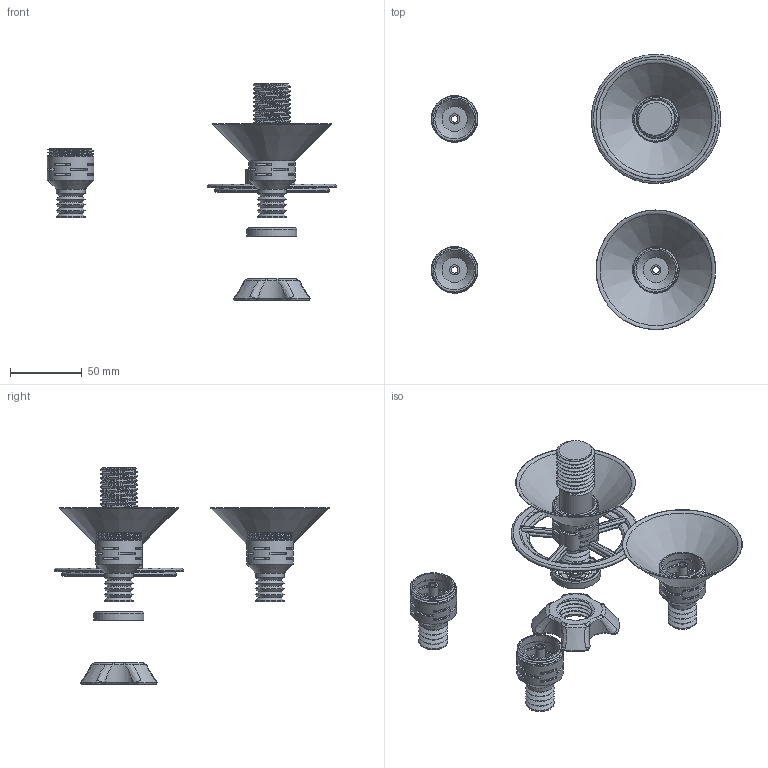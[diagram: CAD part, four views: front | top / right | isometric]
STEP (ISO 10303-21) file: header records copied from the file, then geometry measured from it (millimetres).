
FILE_DESCRIPTION(/* description */ (''),/* implementation_level */ '2;1');
FILE_NAME(/* name */ 'Cheapass Filament Storage Drybags v21.step',/* time_stamp */ '2023-11-19T13:12:21-07:00',/* author */ (''),/* organization */ (''),/* preprocessor_version */ 'ST-DEVELOPER v20',/* originating_system */ 'Autodesk Translation Framework v12.14.0.127',/* authorisation */ '');
FILE_SCHEMA (('AUTOMOTIVE_DESIGN { 1 0 10303 214 3 1 1 }'));
Length unit declared in the file: millimetre
Products named in the file (4): Cheapass Filament Storage Drybags; Bag clip with desiccant storage; Bag Clamp; Turntable
Assembly tree (3 placements, depth 2):
  Cheapass Filament Storage Drybags
    Bag clip with desiccant storage
    Bag Clamp
    Turntable
Bounding box: 201.2 x 191.65 x 150.8 mm (x, y, z)
Volume: 118635.5 mm3; surface area: 100179.7 mm2
Topology: 11 solids, 11 shells, 876 faces, 2292 edges, 1420 vertices
Faces by surface type: plane 367, cylinder 228, cone 154, bspline 104, torus 23
Full cylindrical faces by diameter (mm): 2.95 x2, 3.45 x2, 4.6 x5, 5.6 x2, 7 x4, 7.6 x1, 9.2 x3, 17.6 x4, 20 x8, 22.404 x9, 22.5 x2, 22.804 x3, 26.13 x9, 26.53 x4, 27.6 x4, 29.529 x4, 29.929 x1, 30 x4, 31.822 x8, 32.222 x2, 32.4 x6, 34.8 x1, 80 x1, 90 x1
Entity records: 38677 total; most frequent: CARTESIAN_POINT 17609, ORIENTED_EDGE 4572, DIRECTION 4020, EDGE_CURVE 2286, AXIS2_PLACEMENT_3D 1481, VERTEX_POINT 1420, LINE 1058, VECTOR 1058
